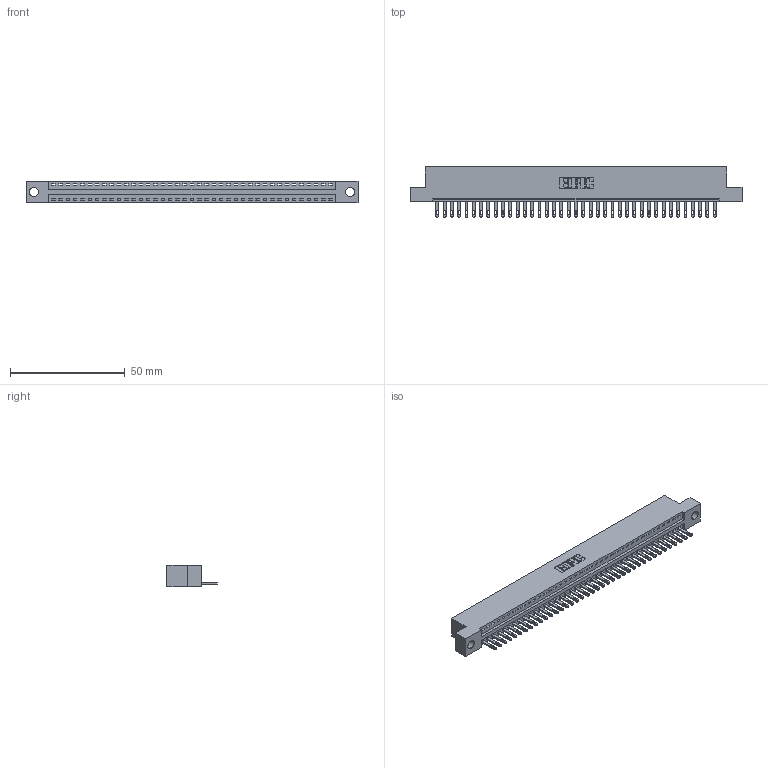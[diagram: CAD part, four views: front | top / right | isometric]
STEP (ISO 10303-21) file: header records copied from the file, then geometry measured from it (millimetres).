
FILE_DESCRIPTION (( 'STEP AP203' ), '1' );
FILE_NAME ('346-039-500-104.STEP', '2018-08-24T06:47:52', ( '' ), ( '' ), 'SwSTEP 2.0', 'SolidWorks 2016', '' );
FILE_SCHEMA (( 'CONFIG_CONTROL_DESIGN' ));
Length unit declared in the file: inch
Products named in the file (3): 346-039-500-104; 346 Part_Flush Mounting Lugs - 0.156 Dia-TH; 345-292-001_345-293-100
Assembly tree (40 placements, depth 2):
  346-039-500-104
    346 Part_Flush Mounting Lugs - 0.156 Dia-TH
    345-292-001_345-293-100  x39
Bounding box: 144.4 x 21.84 x 9.4 mm (x, y, z)
Volume: 13737.8 mm3; surface area: 17033.9 mm2
Topology: 40 solids, 40 shells, 2228 faces, 6881 edges, 4586 vertices
Faces by surface type: plane 1402, cylinder 826
Entity records: 24541 total; most frequent: CARTESIAN_POINT 4213, ORIENTED_EDGE 4186, DIRECTION 3723, EDGE_CURVE 2093, LINE 1801, VECTOR 1801, VERTEX_POINT 1394, AXIS2_PLACEMENT_3D 961
